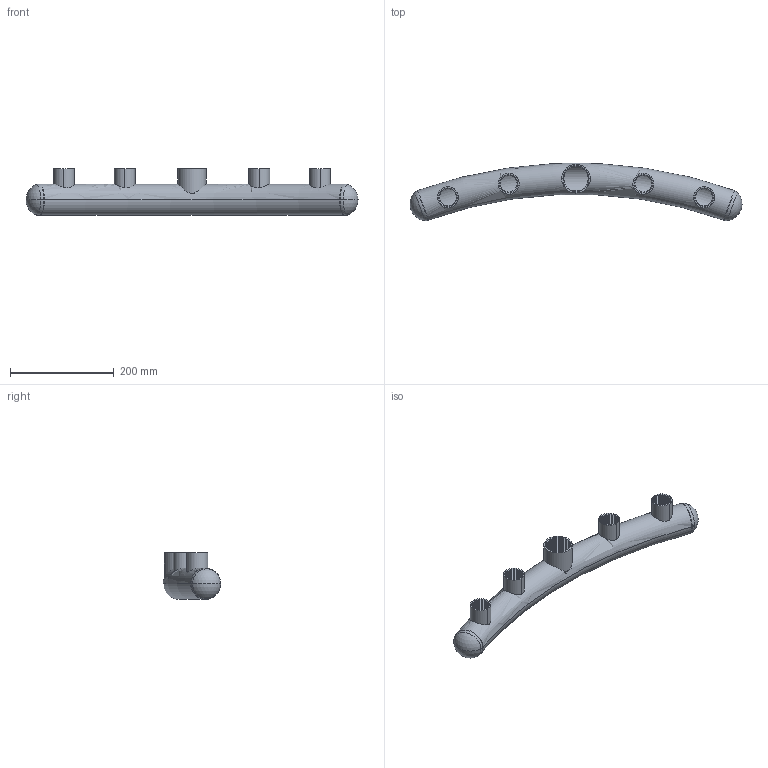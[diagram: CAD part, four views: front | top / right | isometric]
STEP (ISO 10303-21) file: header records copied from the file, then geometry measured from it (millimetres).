
FILE_DESCRIPTION (( 'STEP AP203' ), '1' );
FILE_NAME ('Manifold 600 - 1+4.STEP', '2020-02-05T07:09:06', ( '' ), ( '' ), 'SwSTEP 2.0', 'SolidWorks 2017', '' );
FILE_SCHEMA (( 'CONFIG_CONTROL_DESIGN' ));
Length unit declared in the file: millimetre
Products named in the file (1): Manifold 600 - 1+4
Bounding box: 638.98 x 110.43 x 90.15 mm (x, y, z)
Volume: 326512.1 mm3; surface area: 299601.4 mm2
Topology: 8 solids, 8 shells, 882 faces, 1770 edges, 906 vertices
Faces by surface type: cone 810, cylinder 38, plane 14, torus 12, sphere 8
Entity records: 23519 total; most frequent: CARTESIAN_POINT 4811, DIRECTION 4418, ORIENTED_EDGE 3540, AXIS2_PLACEMENT_3D 1785, EDGE_CURVE 1770, VERTEX_POINT 906, EDGE_LOOP 906, CIRCLE 902
